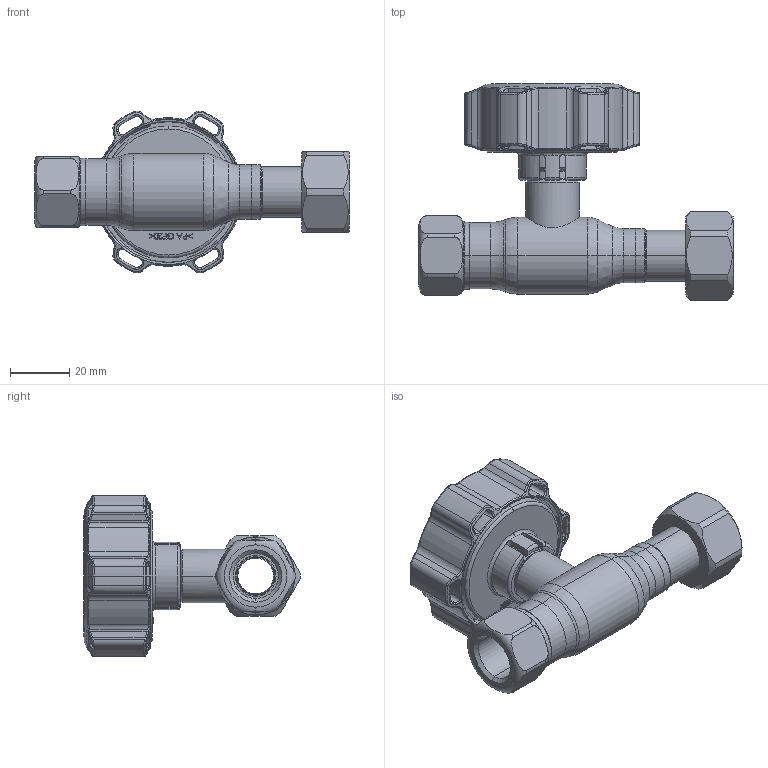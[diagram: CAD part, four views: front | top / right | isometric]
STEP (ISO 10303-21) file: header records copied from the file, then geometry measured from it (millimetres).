
FILE_DESCRIPTION (( 'STEP AP214' ), '1' );
FILE_NAME ('1010002200-1200.step', '2024-01-15T11:41:25', ( '' ), ( '' ), 'SwSTEP 2.0', 'SolidWorks 2021', '' );
FILE_SCHEMA (( 'AUTOMOTIVE_DESIGN' ));
Length unit declared in the file: millimetre
Products named in the file (1): 1010002200-1200
Bounding box: 105.9 x 72.9 x 54.57 mm (x, y, z)
Surface area: 27303.7 mm2 (no closed solid volume)
Topology: 0 solids, 13 shells, 571 faces, 1594 edges, 1012 vertices
Faces by surface type: bspline 173, cylinder 146, plane 107, torus 87, cone 58
Entity records: 34288 total; most frequent: CARTESIAN_POINT 14928, ORIENTED_EDGE 2893, DIRECTION 2338, EDGE_CURVE 1594, VERTEX_POINT 1012, AXIS2_PLACEMENT_3D 939, EDGE_LOOP 607, UNCERTAINTY_MEASURE_WITH_UNIT 573
